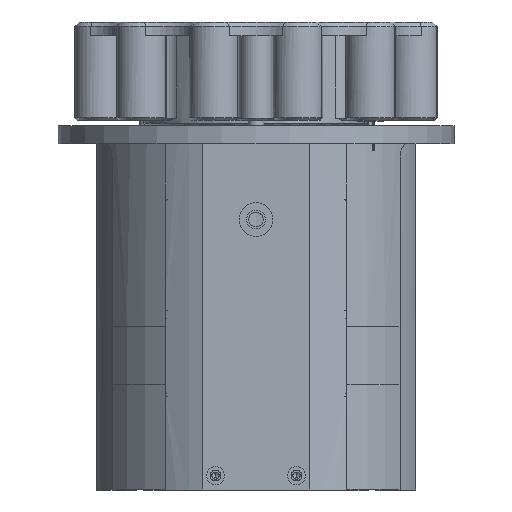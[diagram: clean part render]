
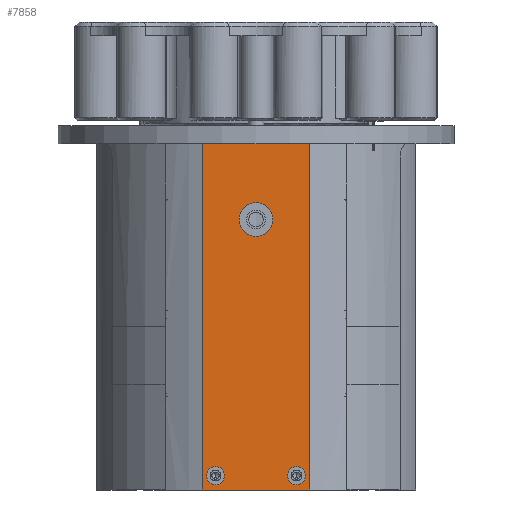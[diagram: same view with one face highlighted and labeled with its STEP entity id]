
A CAD part, front view. The second image highlights one B-rep face of the part: STEP entity #7858.
In plain terms, the highlighted face is planar.
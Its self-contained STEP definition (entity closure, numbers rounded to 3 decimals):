
#216 = CARTESIAN_POINT ( 'NONE',  ( -3.75, 60.1, 3.834 ) ) ;
#652 = ORIENTED_EDGE ( 'NONE', *, *, #16107, .T. ) ;
#676 = CIRCLE ( 'NONE', #30899, 2. ) ;
#1597 = EDGE_CURVE ( 'NONE', #34395, #29075, #29878, .T. ) ;
#1786 = DIRECTION ( 'NONE',  ( 0., 0., 1. ) ) ;
#1902 = DIRECTION ( 'NONE',  ( 1., 0., 0. ) ) ;
#2075 = DIRECTION ( 'NONE',  ( 0., 0., 1. ) ) ;
#2160 = CARTESIAN_POINT ( 'NONE',  ( 0., 60.1, 3.834 ) ) ;
#3030 = CARTESIAN_POINT ( 'NONE',  ( 12., 0., 3.834 ) ) ;
#3611 = LINE ( 'NONE', #17006, #9639 ) ;
#3842 = ORIENTED_EDGE ( 'NONE', *, *, #16242, .F. ) ;
#5427 = AXIS2_PLACEMENT_3D ( 'NONE', #25345, #7652, #28293 ) ;
#5723 = EDGE_LOOP ( 'NONE', ( #24746, #12223 ) ) ;
#5847 = FACE_OUTER_BOUND ( 'NONE', #11799, .T. ) ;
#7652 = DIRECTION ( 'NONE',  ( 0., 0., 1. ) ) ;
#7778 = DIRECTION ( 'NONE',  ( -1., 0., 0. ) ) ;
#7858 = ADVANCED_FACE ( 'NONE', ( #28487, #30345, #13734, #5847 ), #7905, .F. ) ;
#7905 = PLANE ( 'NONE',  #17407 ) ;
#7954 = DIRECTION ( 'NONE',  ( 1., 0., 0. ) ) ;
#8007 = VERTEX_POINT ( 'NONE', #3030 ) ;
#8020 = CARTESIAN_POINT ( 'NONE',  ( -12., 92., 3.834 ) ) ;
#8409 = DIRECTION ( 'NONE',  ( 0., 0., -1. ) ) ;
#9639 = VECTOR ( 'NONE', #37670, 1000. ) ;
#10186 = CARTESIAN_POINT ( 'NONE',  ( -12., 77., 3.834 ) ) ;
#10715 = VECTOR ( 'NONE', #16402, 1000. ) ;
#11538 = VECTOR ( 'NONE', #7954, 1000. ) ;
#11799 = EDGE_LOOP ( 'NONE', ( #20864, #652, #30545, #30204 ) ) ;
#11989 = ORIENTED_EDGE ( 'NONE', *, *, #1597, .F. ) ;
#12037 = VERTEX_POINT ( 'NONE', #10186 ) ;
#12128 = CARTESIAN_POINT ( 'NONE',  ( 3.75, 60.1, 3.834 ) ) ;
#12223 = ORIENTED_EDGE ( 'NONE', *, *, #27138, .F. ) ;
#12231 = ORIENTED_EDGE ( 'NONE', *, *, #31822, .F. ) ;
#13227 = CARTESIAN_POINT ( 'NONE',  ( 11., 3.2, 3.834 ) ) ;
#13734 = FACE_BOUND ( 'NONE', #36327, .T. ) ;
#13922 = EDGE_CURVE ( 'NONE', #12037, #28488, #17659, .T. ) ;
#14159 = CIRCLE ( 'NONE', #5427, 2. ) ;
#14672 = CARTESIAN_POINT ( 'NONE',  ( 0., 60.1, 3.834 ) ) ;
#14880 = AXIS2_PLACEMENT_3D ( 'NONE', #32623, #14947, #35601 ) ;
#14947 = DIRECTION ( 'NONE',  ( 0., 0., 1. ) ) ;
#15130 = CIRCLE ( 'NONE', #23674, 2. ) ;
#15273 = CARTESIAN_POINT ( 'NONE',  ( 7., 3.2, 3.834 ) ) ;
#15414 = DIRECTION ( 'NONE',  ( 0., 0., 1. ) ) ;
#15637 = VERTEX_POINT ( 'NONE', #37973 ) ;
#16107 = EDGE_CURVE ( 'NONE', #28488, #8007, #20323, .T. ) ;
#16110 = ORIENTED_EDGE ( 'NONE', *, *, #34393, .F. ) ;
#16165 = AXIS2_PLACEMENT_3D ( 'NONE', #14672, #35312, #17646 ) ;
#16242 = EDGE_CURVE ( 'NONE', #29075, #34395, #22609, .T. ) ;
#16402 = DIRECTION ( 'NONE',  ( 0., -1., 0. ) ) ;
#16546 = CARTESIAN_POINT ( 'NONE',  ( -7., 3.2, 3.834 ) ) ;
#16789 = EDGE_LOOP ( 'NONE', ( #12231, #16110 ) ) ;
#17006 = CARTESIAN_POINT ( 'NONE',  ( 0., 77., 3.834 ) ) ;
#17046 = DIRECTION ( 'NONE',  ( 0., -1., 0. ) ) ;
#17407 = AXIS2_PLACEMENT_3D ( 'NONE', #8020, #8409, #7778 ) ;
#17646 = DIRECTION ( 'NONE',  ( 1., 0., 0. ) ) ;
#17659 = LINE ( 'NONE', #34200, #10715 ) ;
#18506 = VERTEX_POINT ( 'NONE', #15273 ) ;
#19521 = CARTESIAN_POINT ( 'NONE',  ( -9., 3.2, 3.834 ) ) ;
#20323 = LINE ( 'NONE', #22537, #11538 ) ;
#20459 = CARTESIAN_POINT ( 'NONE',  ( -12., 0., 3.834 ) ) ;
#20864 = ORIENTED_EDGE ( 'NONE', *, *, #13922, .T. ) ;
#21967 = AXIS2_PLACEMENT_3D ( 'NONE', #2160, #2075, #1902 ) ;
#22073 = EDGE_CURVE ( 'NONE', #15637, #8007, #30595, .T. ) ;
#22470 = DIRECTION ( 'NONE',  ( 1., 0., 0. ) ) ;
#22537 = CARTESIAN_POINT ( 'NONE',  ( -12., 0., 3.834 ) ) ;
#22609 = CIRCLE ( 'NONE', #16165, 3.75 ) ;
#22762 = VECTOR ( 'NONE', #17046, 1000. ) ;
#23674 = AXIS2_PLACEMENT_3D ( 'NONE', #33090, #15414, #36062 ) ;
#24746 = ORIENTED_EDGE ( 'NONE', *, *, #33780, .F. ) ;
#25345 = CARTESIAN_POINT ( 'NONE',  ( -9., 3.2, 3.834 ) ) ;
#25802 = CARTESIAN_POINT ( 'NONE',  ( 12., 92., 3.834 ) ) ;
#26121 = VERTEX_POINT ( 'NONE', #16546 ) ;
#27138 = EDGE_CURVE ( 'NONE', #30211, #26121, #14159, .T. ) ;
#28293 = DIRECTION ( 'NONE',  ( 1., 0., 0. ) ) ;
#28487 = FACE_BOUND ( 'NONE', #5723, .T. ) ;
#28488 = VERTEX_POINT ( 'NONE', #20459 ) ;
#29075 = VERTEX_POINT ( 'NONE', #12128 ) ;
#29262 = CIRCLE ( 'NONE', #14880, 2. ) ;
#29878 = CIRCLE ( 'NONE', #21967, 3.75 ) ;
#30204 = ORIENTED_EDGE ( 'NONE', *, *, #38014, .F. ) ;
#30211 = VERTEX_POINT ( 'NONE', #33337 ) ;
#30345 = FACE_BOUND ( 'NONE', #16789, .T. ) ;
#30545 = ORIENTED_EDGE ( 'NONE', *, *, #22073, .F. ) ;
#30595 = LINE ( 'NONE', #25802, #22762 ) ;
#30899 = AXIS2_PLACEMENT_3D ( 'NONE', #19521, #1786, #22470 ) ;
#31822 = EDGE_CURVE ( 'NONE', #33179, #18506, #15130, .T. ) ;
#32623 = CARTESIAN_POINT ( 'NONE',  ( 9., 3.2, 3.834 ) ) ;
#33090 = CARTESIAN_POINT ( 'NONE',  ( 9., 3.2, 3.834 ) ) ;
#33179 = VERTEX_POINT ( 'NONE', #13227 ) ;
#33337 = CARTESIAN_POINT ( 'NONE',  ( -11., 3.2, 3.834 ) ) ;
#33780 = EDGE_CURVE ( 'NONE', #26121, #30211, #676, .T. ) ;
#34200 = CARTESIAN_POINT ( 'NONE',  ( -12., 92., 3.834 ) ) ;
#34393 = EDGE_CURVE ( 'NONE', #18506, #33179, #29262, .T. ) ;
#34395 = VERTEX_POINT ( 'NONE', #216 ) ;
#35312 = DIRECTION ( 'NONE',  ( 0., 0., 1. ) ) ;
#35601 = DIRECTION ( 'NONE',  ( 1., 0., 0. ) ) ;
#36062 = DIRECTION ( 'NONE',  ( 1., 0., 0. ) ) ;
#36327 = EDGE_LOOP ( 'NONE', ( #3842, #11989 ) ) ;
#37670 = DIRECTION ( 'NONE',  ( 1., 0., 0. ) ) ;
#37973 = CARTESIAN_POINT ( 'NONE',  ( 12., 77., 3.834 ) ) ;
#38014 = EDGE_CURVE ( 'NONE', #12037, #15637, #3611, .T. ) ;
